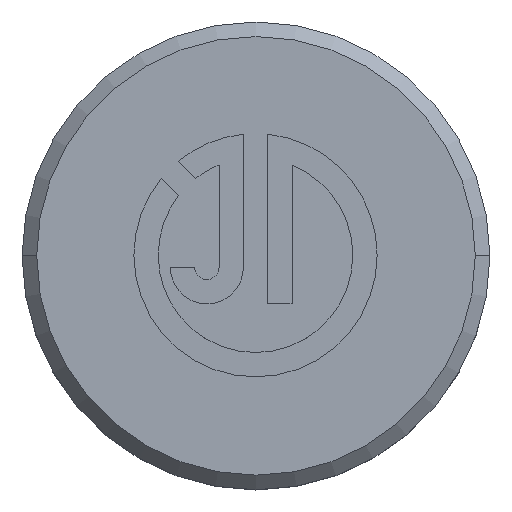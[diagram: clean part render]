
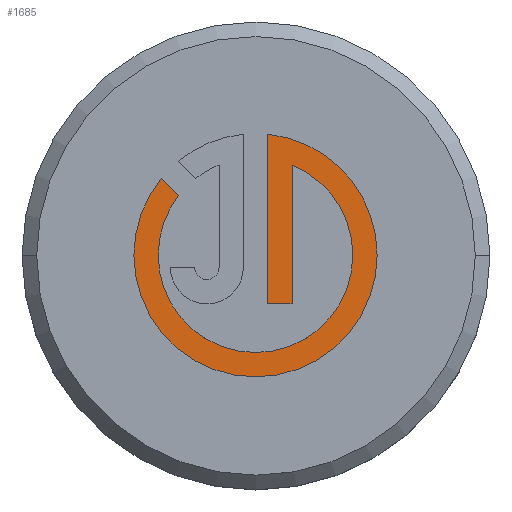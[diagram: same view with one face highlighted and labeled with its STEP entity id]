
A CAD part, top view. The second image highlights one B-rep face of the part: STEP entity #1685.
In plain terms, the highlighted planar face has unit normal (0, 0, 1).
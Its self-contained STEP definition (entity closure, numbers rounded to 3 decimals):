
#78 = ORIENTED_EDGE ( 'NONE', *, *, #1048, .T. ) ;
#86 = ORIENTED_EDGE ( 'NONE', *, *, #598, .T. ) ;
#87 = PLANE ( 'NONE',  #2259 ) ;
#113 = VERTEX_POINT ( 'NONE', #2008 ) ;
#137 = CARTESIAN_POINT ( 'NONE',  ( 0., -1.642, 119.9 ) ) ;
#163 = EDGE_CURVE ( 'NONE', #1357, #557, #1611, .T. ) ;
#187 = CARTESIAN_POINT ( 'NONE',  ( 1.232, 3.107, 119.9 ) ) ;
#313 = EDGE_CURVE ( 'NONE', #2345, #1734, #2279, .T. ) ;
#369 = FACE_OUTER_BOUND ( 'NONE', #502, .T. ) ;
#393 = DIRECTION ( 'NONE',  ( 1., 0., 0. ) ) ;
#410 = VERTEX_POINT ( 'NONE', #1887 ) ;
#428 = CARTESIAN_POINT ( 'NONE',  ( 1.232, 0., 119.9 ) ) ;
#467 = CARTESIAN_POINT ( 'NONE',  ( -0.016, 0.022, 119.9 ) ) ;
#469 = DIRECTION ( 'NONE',  ( 0., 0., 1. ) ) ;
#479 = CARTESIAN_POINT ( 'NONE',  ( 1.232, -1.642, 119.9 ) ) ;
#502 = EDGE_LOOP ( 'NONE', ( #86, #954, #1361, #78, #1486, #1169, #539, #1087, #1754, #1225 ) ) ;
#537 = CARTESIAN_POINT ( 'NONE',  ( -2.645, 2.063, 119.9 ) ) ;
#539 = ORIENTED_EDGE ( 'NONE', *, *, #2116, .T. ) ;
#549 = DIRECTION ( 'NONE',  ( 0., 0., 1. ) ) ;
#554 = CARTESIAN_POINT ( 'NONE',  ( 4.144, 0.022, 119.9 ) ) ;
#557 = VERTEX_POINT ( 'NONE', #554 ) ;
#598 = EDGE_CURVE ( 'NONE', #2200, #699, #1090, .T. ) ;
#615 = LINE ( 'NONE', #428, #797 ) ;
#650 = CARTESIAN_POINT ( 'NONE',  ( -0.016, 0.022, 119.9 ) ) ;
#670 = CARTESIAN_POINT ( 'NONE',  ( -3.344, 0.022, 119.9 ) ) ;
#672 = DIRECTION ( 'NONE',  ( -1., 0., 0. ) ) ;
#677 = CARTESIAN_POINT ( 'NONE',  ( -4.176, 0.022, 119.9 ) ) ;
#699 = VERTEX_POINT ( 'NONE', #1726 ) ;
#742 = VECTOR ( 'NONE', #1292, 1000. ) ;
#797 = VECTOR ( 'NONE', #1561, 1000. ) ;
#843 = DIRECTION ( 'NONE',  ( 1., 0., 0. ) ) ;
#857 = CIRCLE ( 'NONE', #1819, 3.328 ) ;
#865 = VECTOR ( 'NONE', #393, 1000. ) ;
#926 = AXIS2_PLACEMENT_3D ( 'NONE', #650, #1956, #843 ) ;
#929 = CIRCLE ( 'NONE', #926, 4.16 ) ;
#954 = ORIENTED_EDGE ( 'NONE', *, *, #1995, .T. ) ;
#955 = DIRECTION ( 'NONE',  ( 0., 0., 1. ) ) ;
#957 = DIRECTION ( 'NONE',  ( 0., 0., -1. ) ) ;
#965 = DIRECTION ( 'NONE',  ( 0., 0., -1. ) ) ;
#1013 = CARTESIAN_POINT ( 'NONE',  ( -3.237, 2.655, 119.9 ) ) ;
#1039 = VECTOR ( 'NONE', #1054, 1000. ) ;
#1048 = EDGE_CURVE ( 'NONE', #410, #2368, #1300, .T. ) ;
#1054 = DIRECTION ( 'NONE',  ( 0., -1., 0. ) ) ;
#1087 = ORIENTED_EDGE ( 'NONE', *, *, #1380, .T. ) ;
#1090 = CIRCLE ( 'NONE', #1127, 3.328 ) ;
#1093 = AXIS2_PLACEMENT_3D ( 'NONE', #1682, #549, #1860 ) ;
#1127 = AXIS2_PLACEMENT_3D ( 'NONE', #2068, #957, #2248 ) ;
#1131 = VERTEX_POINT ( 'NONE', #670 ) ;
#1169 = ORIENTED_EDGE ( 'NONE', *, *, #163, .T. ) ;
#1191 = AXIS2_PLACEMENT_3D ( 'NONE', #1333, #955, #1998 ) ;
#1225 = ORIENTED_EDGE ( 'NONE', *, *, #1585, .T. ) ;
#1292 = DIRECTION ( 'NONE',  ( -0.707, 0.707, 0. ) ) ;
#1300 = LINE ( 'NONE', #537, #742 ) ;
#1313 = CIRCLE ( 'NONE', #1646, 3.328 ) ;
#1333 = CARTESIAN_POINT ( 'NONE',  ( -0.016, 0.022, 119.9 ) ) ;
#1357 = VERTEX_POINT ( 'NONE', #677 ) ;
#1361 = ORIENTED_EDGE ( 'NONE', *, *, #1490, .T. ) ;
#1373 = CARTESIAN_POINT ( 'NONE',  ( 0.4, -1.642, 119.9 ) ) ;
#1380 = EDGE_CURVE ( 'NONE', #113, #2345, #2135, .T. ) ;
#1408 = CARTESIAN_POINT ( 'NONE',  ( 0., 0., 119.9 ) ) ;
#1486 = ORIENTED_EDGE ( 'NONE', *, *, #2398, .T. ) ;
#1490 = EDGE_CURVE ( 'NONE', #1131, #410, #857, .T. ) ;
#1561 = DIRECTION ( 'NONE',  ( 0., 1., 0. ) ) ;
#1585 = EDGE_CURVE ( 'NONE', #1734, #2200, #615, .T. ) ;
#1611 = CIRCLE ( 'NONE', #1191, 4.16 ) ;
#1646 = AXIS2_PLACEMENT_3D ( 'NONE', #467, #1783, #672 ) ;
#1682 = CARTESIAN_POINT ( 'NONE',  ( -0.016, 0.022, 119.9 ) ) ;
#1685 = ADVANCED_FACE ( 'NONE', ( #369 ), #87, .T. ) ;
#1726 = CARTESIAN_POINT ( 'NONE',  ( 3.312, 0.022, 119.9 ) ) ;
#1734 = VERTEX_POINT ( 'NONE', #479 ) ;
#1754 = ORIENTED_EDGE ( 'NONE', *, *, #313, .T. ) ;
#1783 = DIRECTION ( 'NONE',  ( 0., 0., -1. ) ) ;
#1786 = DIRECTION ( 'NONE',  ( 1., 0., 0. ) ) ;
#1819 = AXIS2_PLACEMENT_3D ( 'NONE', #2078, #965, #2261 ) ;
#1860 = DIRECTION ( 'NONE',  ( 1., 0., 0. ) ) ;
#1887 = CARTESIAN_POINT ( 'NONE',  ( -2.645, 2.063, 119.9 ) ) ;
#1956 = DIRECTION ( 'NONE',  ( 0., 0., 1. ) ) ;
#1995 = EDGE_CURVE ( 'NONE', #699, #1131, #1313, .T. ) ;
#1998 = DIRECTION ( 'NONE',  ( 1., 0., 0. ) ) ;
#2008 = CARTESIAN_POINT ( 'NONE',  ( 0.4, 4.161, 119.9 ) ) ;
#2010 = CIRCLE ( 'NONE', #1093, 4.16 ) ;
#2068 = CARTESIAN_POINT ( 'NONE',  ( -0.016, 0.022, 119.9 ) ) ;
#2078 = CARTESIAN_POINT ( 'NONE',  ( -0.016, 0.022, 119.9 ) ) ;
#2116 = EDGE_CURVE ( 'NONE', #557, #113, #2010, .T. ) ;
#2135 = LINE ( 'NONE', #2156, #1039 ) ;
#2156 = CARTESIAN_POINT ( 'NONE',  ( 0.4, 0., 119.9 ) ) ;
#2200 = VERTEX_POINT ( 'NONE', #187 ) ;
#2248 = DIRECTION ( 'NONE',  ( -1., 0., 0. ) ) ;
#2259 = AXIS2_PLACEMENT_3D ( 'NONE', #1408, #469, #1786 ) ;
#2261 = DIRECTION ( 'NONE',  ( -1., 0., 0. ) ) ;
#2279 = LINE ( 'NONE', #137, #865 ) ;
#2345 = VERTEX_POINT ( 'NONE', #1373 ) ;
#2368 = VERTEX_POINT ( 'NONE', #1013 ) ;
#2398 = EDGE_CURVE ( 'NONE', #2368, #1357, #929, .T. ) ;
